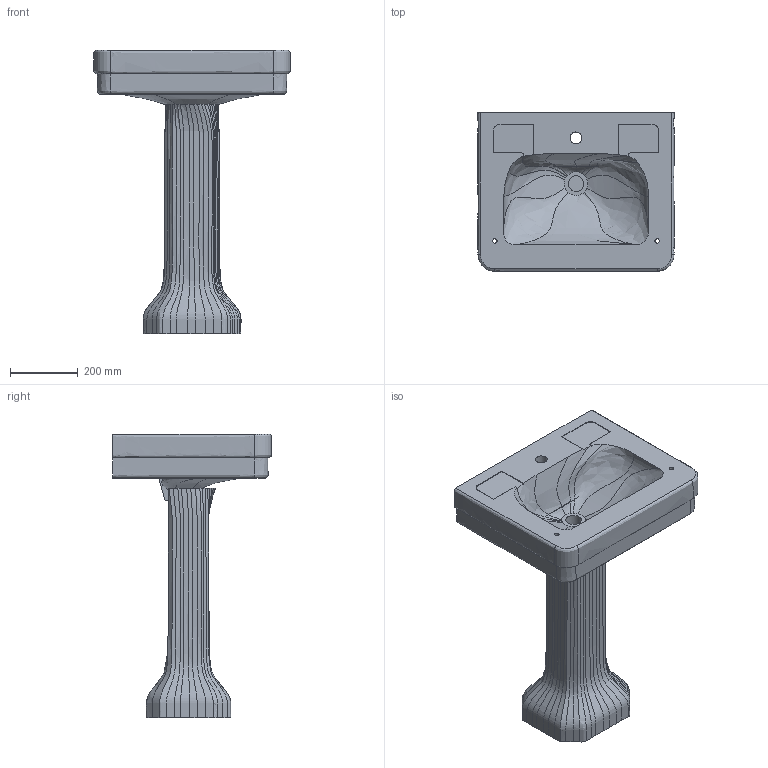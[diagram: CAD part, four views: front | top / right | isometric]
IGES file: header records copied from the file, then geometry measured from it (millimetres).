
Global section: file name: 2697; native system: AutoCAD 2016 - English; preprocessor: Autodesk Translation Framework DWG producer (atf_dwg_producer); organization: unknown; date: 20161027.161517; units: millimetre
Bounding box: 580.37 x 470.18 x 840 mm (x, y, z)
Volume: 43902128.5 mm3; surface area: 1423921.1 mm2
Topology: 2 solids, 2 shells, 111 faces, 347 edges, 241 vertices
Faces by surface type: bspline 111
